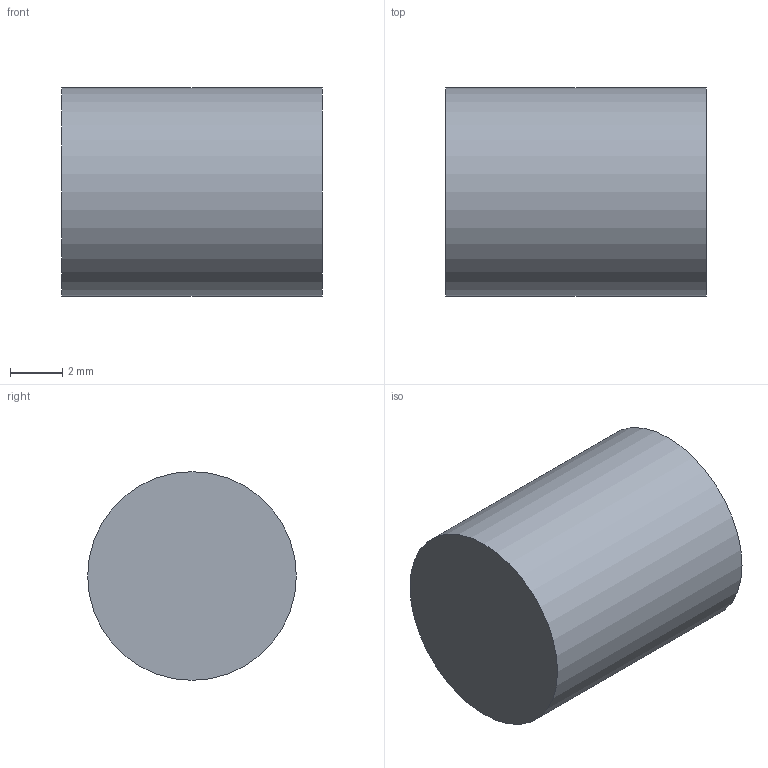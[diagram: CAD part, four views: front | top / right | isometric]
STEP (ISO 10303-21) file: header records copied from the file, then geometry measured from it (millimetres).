
FILE_DESCRIPTION(('Open CASCADE Model'),'2;1');
FILE_NAME('Open CASCADE Shape Model','2019-11-20T12:11:17',('Author'),( 'Open CASCADE'),'Open CASCADE STEP processor 7.1','Open CASCADE 7.1' ,'Unknown');
FILE_SCHEMA(('AUTOMOTIVE_DESIGN { 1 0 10303 214 1 1 1 1 }'));
Length unit declared in the file: millimetre
Products named in the file (21): Open CASCADE STEP translator 7.1 1; Open CASCADE STEP translator 7.1 1.1; Open CASCADE STEP translator 7.1 1.2; Open CASCADE STEP translator 7.1 1.3; Open CASCADE STEP translator 7.1 1.4; Open CASCADE STEP translator 7.1 1.5; Open CASCADE STEP translator 7.1 1.6; Open CASCADE STEP translator 7.1 1.7; Open CASCADE STEP translator 7.1 1.8; Open CASCADE STEP translator 7.1 1.9; Open CASCADE STEP translator 7.1 1.10; Open CASCADE STEP translator 7.1 1.11; Open CASCADE STEP translator 7.1 1.12; Open CASCADE STEP translator 7.1 1.13; Open CASCADE STEP translator 7.1 1.14; Open CASCADE STEP translator 7.1 1.15; Open CASCADE STEP translator 7.1 1.16; Open CASCADE STEP translator 7.1 1.17; Open CASCADE STEP translator 7.1 1.18; Open CASCADE STEP translator 7.1 1.19; Open CASCADE STEP translator 7.1 1.20
Assembly tree (20 placements, depth 2):
  Open CASCADE STEP translator 7.1 1
    Open CASCADE STEP translator 7.1 1.1
    Open CASCADE STEP translator 7.1 1.2
    Open CASCADE STEP translator 7.1 1.3
    Open CASCADE STEP translator 7.1 1.4
    Open CASCADE STEP translator 7.1 1.5
    Open CASCADE STEP translator 7.1 1.6
    Open CASCADE STEP translator 7.1 1.7
    Open CASCADE STEP translator 7.1 1.8
    Open CASCADE STEP translator 7.1 1.9
    Open CASCADE STEP translator 7.1 1.10
    Open CASCADE STEP translator 7.1 1.11
    Open CASCADE STEP translator 7.1 1.12
    Open CASCADE STEP translator 7.1 1.13
    Open CASCADE STEP translator 7.1 1.14
    Open CASCADE STEP translator 7.1 1.15
    Open CASCADE STEP translator 7.1 1.16
    Open CASCADE STEP translator 7.1 1.17
    Open CASCADE STEP translator 7.1 1.18
    Open CASCADE STEP translator 7.1 1.19
    Open CASCADE STEP translator 7.1 1.20
Bounding box: 10 x 8 x 8 mm (x, y, z)
Volume: 248.2 mm3; surface area: 1564.5 mm2
Topology: 1 solids, 7 shells, 15 faces, 38 edges, 40 vertices
Faces by surface type: plane 9, cylinder 6
Full cylindrical faces by diameter (mm): 6 x3, 8 x3
Entity records: 1089 total; most frequent: DIRECTION 174, CARTESIAN_POINT 162, AXIS2_PLACEMENT_3D 64, PRODUCT_DEFINITION_SHAPE 41, CIRCLE 40, ORIENTED_EDGE 36, PCURVE 36, DEFINITIONAL_REPRESENTATION 36
